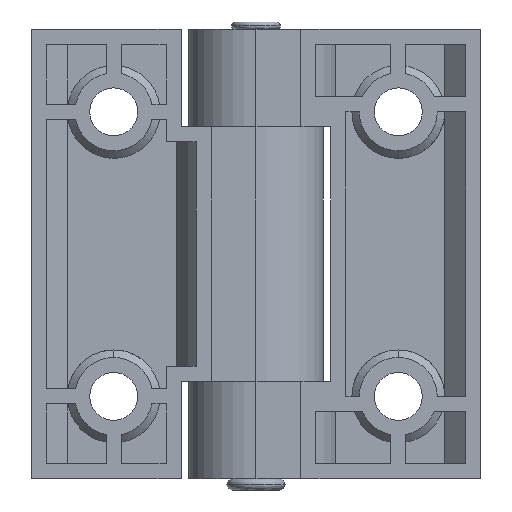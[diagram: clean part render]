
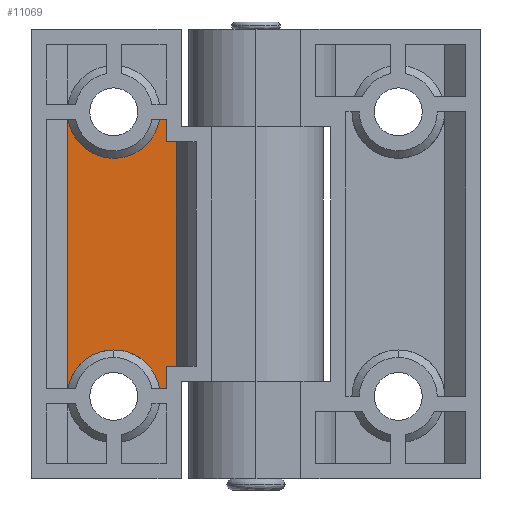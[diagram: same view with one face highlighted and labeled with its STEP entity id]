
A CAD part, front view. The second image highlights one B-rep face of the part: STEP entity #11069.
In plain terms, the highlighted planar face has unit normal (0, -1, 0).
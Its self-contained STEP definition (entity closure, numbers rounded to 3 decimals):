
#465 = VECTOR ( 'NONE', #16389, 1000. ) ;
#569 = VERTEX_POINT ( 'NONE', #12643 ) ;
#682 = DIRECTION ( 'NONE',  ( -1., 0., 0. ) ) ;
#1003 = CIRCLE ( 'NONE', #16553, 6.2 ) ;
#1027 = CARTESIAN_POINT ( 'NONE',  ( -30., -2.8, -18. ) ) ;
#1281 = LINE ( 'NONE', #19053, #14336 ) ;
#1646 = EDGE_CURVE ( 'NONE', #20528, #9492, #14769, .T. ) ;
#1703 = CARTESIAN_POINT ( 'NONE',  ( -12., -2.8, 17. ) ) ;
#2213 = DIRECTION ( 'NONE',  ( 0., 0., 1. ) ) ;
#2300 = EDGE_CURVE ( 'NONE', #8881, #2591, #1003, .T. ) ;
#2591 = VERTEX_POINT ( 'NONE', #10752 ) ;
#2720 = CARTESIAN_POINT ( 'NONE',  ( -10.638, -2.8, 30. ) ) ;
#3202 = LINE ( 'NONE', #1027, #12323 ) ;
#3247 = VECTOR ( 'NONE', #3494, 1000. ) ;
#3295 = ORIENTED_EDGE ( 'NONE', *, *, #1646, .T. ) ;
#3327 = ORIENTED_EDGE ( 'NONE', *, *, #20505, .T. ) ;
#3366 = ORIENTED_EDGE ( 'NONE', *, *, #20569, .F. ) ;
#3494 = DIRECTION ( 'NONE',  ( 0., 0., -1. ) ) ;
#3773 = VECTOR ( 'NONE', #2213, 1000. ) ;
#3864 = ORIENTED_EDGE ( 'NONE', *, *, #2300, .T. ) ;
#4011 = CARTESIAN_POINT ( 'NONE',  ( -12., -2.8, -17. ) ) ;
#4157 = ORIENTED_EDGE ( 'NONE', *, *, #19936, .T. ) ;
#4220 = ORIENTED_EDGE ( 'NONE', *, *, #20270, .F. ) ;
#4235 = CARTESIAN_POINT ( 'NONE',  ( -13.897, -2.8, -18. ) ) ;
#4275 = ORIENTED_EDGE ( 'NONE', *, *, #20407, .F. ) ;
#4314 = LINE ( 'NONE', #4011, #3773 ) ;
#4866 = ORIENTED_EDGE ( 'NONE', *, *, #20654, .T. ) ;
#5414 = DIRECTION ( 'NONE',  ( 1., 0., 0. ) ) ;
#5715 = LINE ( 'NONE', #13835, #9718 ) ;
#6020 = DIRECTION ( 'NONE',  ( -1., 0., 0. ) ) ;
#6108 = DIRECTION ( 'NONE',  ( -1., 0., 0. ) ) ;
#6179 = CARTESIAN_POINT ( 'NONE',  ( -12., -2.8, -18. ) ) ;
#6275 = CARTESIAN_POINT ( 'NONE',  ( -12., -2.8, 15. ) ) ;
#6537 = VECTOR ( 'NONE', #7365, 1000. ) ;
#7034 = EDGE_LOOP ( 'NONE', ( #4866, #3366, #3327, #3295, #4275, #15807, #4220, #9656, #9684, #18681, #4157, #3864 ) ) ;
#7365 = DIRECTION ( 'NONE',  ( -1., 0., 0. ) ) ;
#8054 = LINE ( 'NONE', #2720, #19956 ) ;
#8766 = VERTEX_POINT ( 'NONE', #17499 ) ;
#8881 = VERTEX_POINT ( 'NONE', #14441 ) ;
#9492 = VERTEX_POINT ( 'NONE', #19271 ) ;
#9656 = ORIENTED_EDGE ( 'NONE', *, *, #21006, .T. ) ;
#9675 = LINE ( 'NONE', #14815, #465 ) ;
#9684 = ORIENTED_EDGE ( 'NONE', *, *, #20168, .F. ) ;
#9718 = VECTOR ( 'NONE', #5414, 1000. ) ;
#10752 = CARTESIAN_POINT ( 'NONE',  ( -25.119, -2.8, 18. ) ) ;
#11069 = ADVANCED_FACE ( 'NONE', ( #18578 ), #13388, .T. ) ;
#11325 = DIRECTION ( 'NONE',  ( 0., 0., 1. ) ) ;
#11461 = VERTEX_POINT ( 'NONE', #21074 ) ;
#11694 = VERTEX_POINT ( 'NONE', #18732 ) ;
#12323 = VECTOR ( 'NONE', #13015, 1000. ) ;
#12403 = CARTESIAN_POINT ( 'NONE',  ( -10., -2.8, -15. ) ) ;
#12643 = CARTESIAN_POINT ( 'NONE',  ( -25.172, -2.8, 18. ) ) ;
#12788 = DIRECTION ( 'NONE',  ( 1., 0., 0. ) ) ;
#12796 = AXIS2_PLACEMENT_3D ( 'NONE', #13059, #12987, #13014 ) ;
#12819 = DIRECTION ( 'NONE',  ( 0., -1., 0. ) ) ;
#12862 = CARTESIAN_POINT ( 'NONE',  ( -30., -2.8, 30. ) ) ;
#12882 = LINE ( 'NONE', #17650, #21348 ) ;
#12987 = DIRECTION ( 'NONE',  ( 0., 1., 0. ) ) ;
#13014 = DIRECTION ( 'NONE',  ( -1., 0., 0. ) ) ;
#13015 = DIRECTION ( 'NONE',  ( 1., 0., 0. ) ) ;
#13059 = CARTESIAN_POINT ( 'NONE',  ( -19., -2.8, -19. ) ) ;
#13081 = VECTOR ( 'NONE', #6020, 1000. ) ;
#13388 = PLANE ( 'NONE',  #14429 ) ;
#13433 = VERTEX_POINT ( 'NONE', #19314 ) ;
#13835 = CARTESIAN_POINT ( 'NONE',  ( -10., -2.8, 15. ) ) ;
#14336 = VECTOR ( 'NONE', #682, 1000. ) ;
#14429 = AXIS2_PLACEMENT_3D ( 'NONE', #12862, #12819, #12788 ) ;
#14441 = CARTESIAN_POINT ( 'NONE',  ( -12.881, -2.8, 18. ) ) ;
#14662 = DIRECTION ( 'NONE',  ( -1., 0., 0. ) ) ;
#14665 = DIRECTION ( 'NONE',  ( 0., 1., 0. ) ) ;
#14666 = CARTESIAN_POINT ( 'NONE',  ( -25.119, -2.8, -18. ) ) ;
#14703 = CARTESIAN_POINT ( 'NONE',  ( -19., -2.8, 19. ) ) ;
#14769 = CIRCLE ( 'NONE', #12796, 6.2 ) ;
#14815 = CARTESIAN_POINT ( 'NONE',  ( -25.172, -2.8, 30. ) ) ;
#15807 = ORIENTED_EDGE ( 'NONE', *, *, #20319, .T. ) ;
#16389 = DIRECTION ( 'NONE',  ( 0., 0., 1. ) ) ;
#16553 = AXIS2_PLACEMENT_3D ( 'NONE', #14703, #14665, #14662 ) ;
#17499 = CARTESIAN_POINT ( 'NONE',  ( -12., -2.8, 18. ) ) ;
#17650 = CARTESIAN_POINT ( 'NONE',  ( -30., -2.8, 18. ) ) ;
#18578 = FACE_OUTER_BOUND ( 'NONE', #7034, .T. ) ;
#18681 = ORIENTED_EDGE ( 'NONE', *, *, #20110, .F. ) ;
#18732 = CARTESIAN_POINT ( 'NONE',  ( -10.638, -2.8, 15. ) ) ;
#19018 = VERTEX_POINT ( 'NONE', #6275 ) ;
#19053 = CARTESIAN_POINT ( 'NONE',  ( -30., -2.8, 18. ) ) ;
#19083 = LINE ( 'NONE', #12403, #6537 ) ;
#19271 = CARTESIAN_POINT ( 'NONE',  ( -12.881, -2.8, -18. ) ) ;
#19314 = CARTESIAN_POINT ( 'NONE',  ( -12., -2.8, -15. ) ) ;
#19936 = EDGE_CURVE ( 'NONE', #8766, #8881, #12882, .T. ) ;
#19956 = VECTOR ( 'NONE', #11325, 1000. ) ;
#20110 = EDGE_CURVE ( 'NONE', #8766, #19018, #20780, .T. ) ;
#20168 = EDGE_CURVE ( 'NONE', #19018, #11694, #5715, .T. ) ;
#20270 = EDGE_CURVE ( 'NONE', #11461, #13433, #19083, .T. ) ;
#20319 = EDGE_CURVE ( 'NONE', #21370, #13433, #4314, .T. ) ;
#20407 = EDGE_CURVE ( 'NONE', #21370, #9492, #21543, .T. ) ;
#20505 = EDGE_CURVE ( 'NONE', #20512, #20528, #3202, .T. ) ;
#20512 = VERTEX_POINT ( 'NONE', #20906 ) ;
#20528 = VERTEX_POINT ( 'NONE', #14666 ) ;
#20569 = EDGE_CURVE ( 'NONE', #20512, #569, #9675, .T. ) ;
#20654 = EDGE_CURVE ( 'NONE', #2591, #569, #1281, .T. ) ;
#20780 = LINE ( 'NONE', #1703, #3247 ) ;
#20906 = CARTESIAN_POINT ( 'NONE',  ( -25.172, -2.8, -18. ) ) ;
#21006 = EDGE_CURVE ( 'NONE', #11461, #11694, #8054, .T. ) ;
#21074 = CARTESIAN_POINT ( 'NONE',  ( -10.638, -2.8, -15. ) ) ;
#21348 = VECTOR ( 'NONE', #6108, 1000. ) ;
#21370 = VERTEX_POINT ( 'NONE', #6179 ) ;
#21543 = LINE ( 'NONE', #4235, #13081 ) ;
